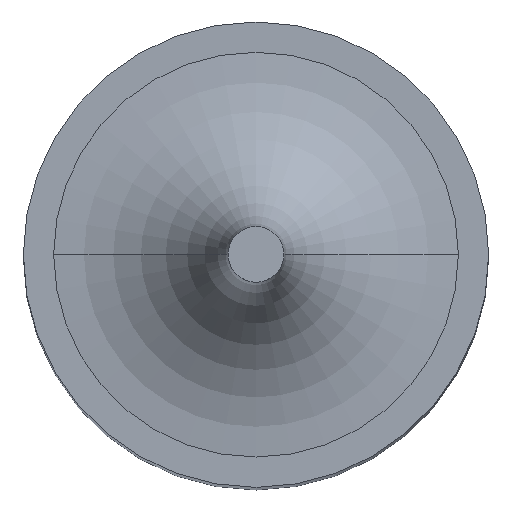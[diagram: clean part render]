
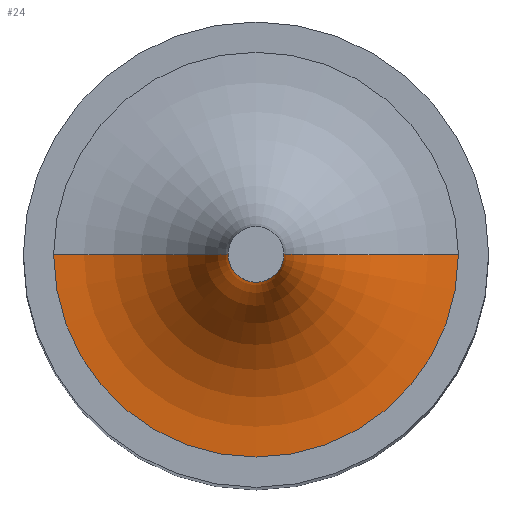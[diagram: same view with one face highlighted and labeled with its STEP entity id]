
A CAD part, top view. The second image highlights one B-rep face of the part: STEP entity #24.
In plain terms, the highlighted toroidal (fillet/blend) face has major radius 11.045 mm and minor radius 9.525 mm.
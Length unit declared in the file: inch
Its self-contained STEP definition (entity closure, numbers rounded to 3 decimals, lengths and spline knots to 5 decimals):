
#6 = AXIS2_PLACEMENT_3D ( 'NONE', #322, #386, #293 ) ;
#11 = CARTESIAN_POINT ( 'NONE',  ( 0.43483, 0., 3.99 ) ) ;
#17 = ORIENTED_EDGE ( 'NONE', *, *, #36, .F. ) ;
#24 = ADVANCED_FACE ( 'NONE', ( #253 ), #381, .F. ) ;
#29 = AXIS2_PLACEMENT_3D ( 'NONE', #149, #350, #383 ) ;
#30 = DIRECTION ( 'NONE',  ( -1., 0., 0. ) ) ;
#36 = EDGE_CURVE ( 'NONE', #332, #167, #300, .T. ) ;
#39 = ORIENTED_EDGE ( 'NONE', *, *, #360, .T. ) ;
#41 = EDGE_CURVE ( 'NONE', #167, #408, #85, .T. ) ;
#44 = DIRECTION ( 'NONE',  ( 0., -1., 0. ) ) ;
#48 = CARTESIAN_POINT ( 'NONE',  ( -0.05983, 0., 3.99 ) ) ;
#84 = DIRECTION ( 'NONE',  ( 0., 0., 1. ) ) ;
#85 = CIRCLE ( 'NONE', #6, 0.43483 ) ;
#134 = CARTESIAN_POINT ( 'NONE',  ( 0., 0., 3.99 ) ) ;
#147 = DIRECTION ( 'NONE',  ( 1., 0., 0. ) ) ;
#149 = CARTESIAN_POINT ( 'NONE',  ( 0., 0., 3.99 ) ) ;
#167 = VERTEX_POINT ( 'NONE', #361 ) ;
#205 = AXIS2_PLACEMENT_3D ( 'NONE', #329, #247, #84 ) ;
#211 = AXIS2_PLACEMENT_3D ( 'NONE', #11, #44, #147 ) ;
#221 = VERTEX_POINT ( 'NONE', #48 ) ;
#229 = CARTESIAN_POINT ( 'NONE',  ( 0.05983, 0., 3.99 ) ) ;
#244 = EDGE_LOOP ( 'NONE', ( #17, #39, #255, #281 ) ) ;
#245 = EDGE_CURVE ( 'NONE', #221, #408, #366, .T. ) ;
#247 = DIRECTION ( 'NONE',  ( 0., 1., 0. ) ) ;
#252 = DIRECTION ( 'NONE',  ( 0., 0., -1. ) ) ;
#253 = FACE_OUTER_BOUND ( 'NONE', #244, .T. ) ;
#255 = ORIENTED_EDGE ( 'NONE', *, *, #245, .T. ) ;
#281 = ORIENTED_EDGE ( 'NONE', *, *, #41, .F. ) ;
#293 = DIRECTION ( 'NONE',  ( -1., 0., 0. ) ) ;
#300 = CIRCLE ( 'NONE', #211, 0.375 ) ;
#322 = CARTESIAN_POINT ( 'NONE',  ( 0., 0., 3.615 ) ) ;
#329 = CARTESIAN_POINT ( 'NONE',  ( -0.43483, 0., 3.99 ) ) ;
#332 = VERTEX_POINT ( 'NONE', #229 ) ;
#350 = DIRECTION ( 'NONE',  ( 0., 0., 1. ) ) ;
#353 = CIRCLE ( 'NONE', #404, 0.05983 ) ;
#360 = EDGE_CURVE ( 'NONE', #332, #221, #353, .T. ) ;
#361 = CARTESIAN_POINT ( 'NONE',  ( 0.43483, 0., 3.615 ) ) ;
#366 = CIRCLE ( 'NONE', #205, 0.375 ) ;
#381 = TOROIDAL_SURFACE ( 'NONE', #29, 0.43483, 0.375 ) ;
#383 = DIRECTION ( 'NONE',  ( -1., 0., 0. ) ) ;
#386 = DIRECTION ( 'NONE',  ( 0., 0., -1. ) ) ;
#402 = CARTESIAN_POINT ( 'NONE',  ( -0.43483, 0., 3.615 ) ) ;
#404 = AXIS2_PLACEMENT_3D ( 'NONE', #134, #252, #30 ) ;
#408 = VERTEX_POINT ( 'NONE', #402 ) ;
